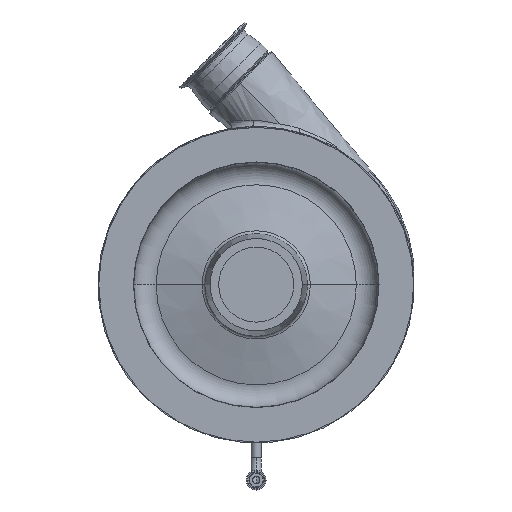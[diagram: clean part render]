
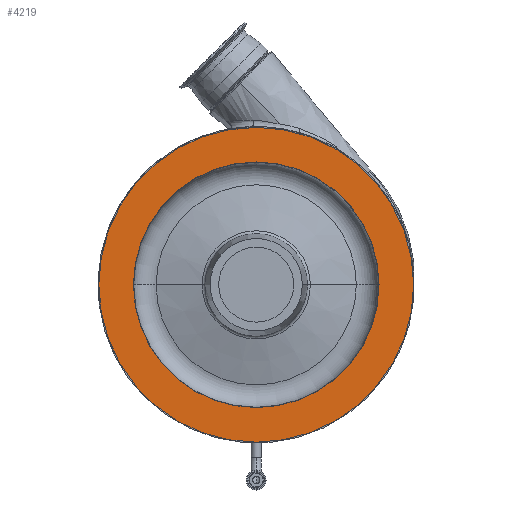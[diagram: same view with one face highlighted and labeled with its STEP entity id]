
A CAD part, top view. The second image highlights one B-rep face of the part: STEP entity #4219.
In plain terms, the highlighted planar face has unit normal (0, 0, 1).
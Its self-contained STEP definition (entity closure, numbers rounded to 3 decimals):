
#333 = DIRECTION ( 'NONE',  ( -1., 0., 0. ) ) ;
#745 = CARTESIAN_POINT ( 'NONE',  ( 0., 0., 271. ) ) ;
#1466 = DIRECTION ( 'NONE',  ( 0., 0., -1. ) ) ;
#1472 = CIRCLE ( 'NONE', #3207, 158.354 ) ;
#1528 = CARTESIAN_POINT ( 'NONE',  ( 0., 0., 271. ) ) ;
#1675 = EDGE_LOOP ( 'NONE', ( #3947, #11446 ) ) ;
#3027 = EDGE_LOOP ( 'NONE', ( #10894, #7267 ) ) ;
#3207 = AXIS2_PLACEMENT_3D ( 'NONE', #1528, #6497, #3618 ) ;
#3282 = CARTESIAN_POINT ( 'NONE',  ( 0., 158.354, 271. ) ) ;
#3618 = DIRECTION ( 'NONE',  ( -1., 0., 0. ) ) ;
#3774 = AXIS2_PLACEMENT_3D ( 'NONE', #5444, #1466, #333 ) ;
#3947 = ORIENTED_EDGE ( 'NONE', *, *, #11005, .F. ) ;
#4183 = CARTESIAN_POINT ( 'NONE',  ( 203., 0., 271. ) ) ;
#4219 = ADVANCED_FACE ( 'NONE', ( #10315, #11397 ), #6541, .T. ) ;
#4551 = AXIS2_PLACEMENT_3D ( 'NONE', #9969, #4939, #12119 ) ;
#4645 = CARTESIAN_POINT ( 'NONE',  ( 158.354, 0., 271. ) ) ;
#4862 = EDGE_CURVE ( 'NONE', #11136, #5831, #7931, .T. ) ;
#4880 = CARTESIAN_POINT ( 'NONE',  ( -203., 0., 271. ) ) ;
#4939 = DIRECTION ( 'NONE',  ( 0., 0., -1. ) ) ;
#5444 = CARTESIAN_POINT ( 'NONE',  ( 0., 0., 271. ) ) ;
#5831 = VERTEX_POINT ( 'NONE', #4880 ) ;
#6497 = DIRECTION ( 'NONE',  ( 0., 0., -1. ) ) ;
#6541 = PLANE ( 'NONE',  #11969 ) ;
#7267 = ORIENTED_EDGE ( 'NONE', *, *, #11243, .T. ) ;
#7931 = CIRCLE ( 'NONE', #4551, 203. ) ;
#8089 = EDGE_CURVE ( 'NONE', #10497, #8867, #12678, .T. ) ;
#8867 = VERTEX_POINT ( 'NONE', #4645 ) ;
#8892 = DIRECTION ( 'NONE',  ( 0., 0., -1. ) ) ;
#9464 = DIRECTION ( 'NONE',  ( 0., 0., 1. ) ) ;
#9969 = CARTESIAN_POINT ( 'NONE',  ( 0., 0., 271. ) ) ;
#10315 = FACE_BOUND ( 'NONE', #3027, .T. ) ;
#10385 = AXIS2_PLACEMENT_3D ( 'NONE', #745, #8892, #11956 ) ;
#10497 = VERTEX_POINT ( 'NONE', #11238 ) ;
#10894 = ORIENTED_EDGE ( 'NONE', *, *, #8089, .T. ) ;
#11005 = EDGE_CURVE ( 'NONE', #5831, #11136, #11052, .T. ) ;
#11052 = CIRCLE ( 'NONE', #10385, 203. ) ;
#11136 = VERTEX_POINT ( 'NONE', #4183 ) ;
#11238 = CARTESIAN_POINT ( 'NONE',  ( -158.354, 0., 271. ) ) ;
#11243 = EDGE_CURVE ( 'NONE', #8867, #10497, #1472, .T. ) ;
#11397 = FACE_OUTER_BOUND ( 'NONE', #1675, .T. ) ;
#11446 = ORIENTED_EDGE ( 'NONE', *, *, #4862, .F. ) ;
#11956 = DIRECTION ( 'NONE',  ( -1., 0., 0. ) ) ;
#11969 = AXIS2_PLACEMENT_3D ( 'NONE', #3282, #9464, #12407 ) ;
#12119 = DIRECTION ( 'NONE',  ( -1., 0., 0. ) ) ;
#12407 = DIRECTION ( 'NONE',  ( 1., 0., 0. ) ) ;
#12678 = CIRCLE ( 'NONE', #3774, 158.354 ) ;
